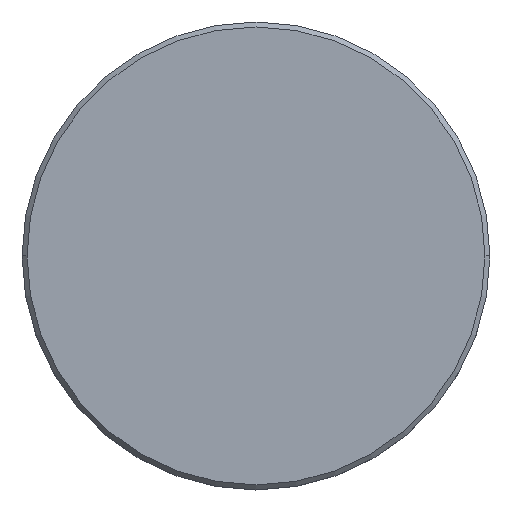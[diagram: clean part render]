
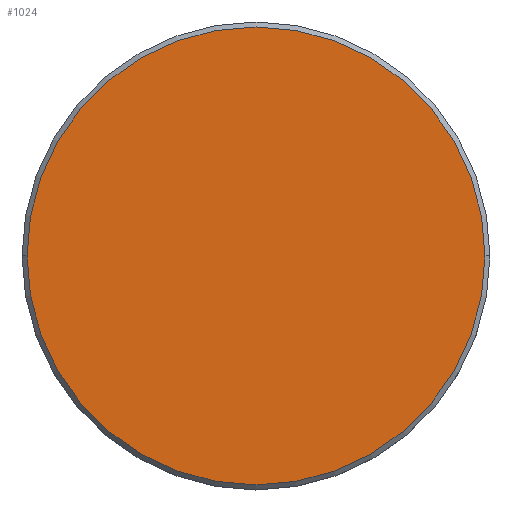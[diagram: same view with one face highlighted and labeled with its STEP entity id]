
A CAD part, top view. The second image highlights one B-rep face of the part: STEP entity #1024.
In plain terms, the highlighted planar face has unit normal (0, 0, 1).
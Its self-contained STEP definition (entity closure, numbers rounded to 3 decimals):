
#129 = DIRECTION ( 'NONE',  ( 0., 0., 1. ) ) ;
#142 = CIRCLE ( 'NONE', #980, 23. ) ;
#180 = CARTESIAN_POINT ( 'NONE',  ( -23., 0., 0. ) ) ;
#207 = EDGE_CURVE ( 'NONE', #856, #919, #142, .T. ) ;
#471 = PLANE ( 'NONE',  #1112 ) ;
#547 = DIRECTION ( 'NONE',  ( 0., 0., 1. ) ) ;
#569 = DIRECTION ( 'NONE',  ( 1., 0., 0. ) ) ;
#633 = DIRECTION ( 'NONE',  ( 1., 0., 0. ) ) ;
#647 = CIRCLE ( 'NONE', #1171, 23. ) ;
#676 = CARTESIAN_POINT ( 'NONE',  ( 0., 0., 0. ) ) ;
#680 = DIRECTION ( 'NONE',  ( 1., 0., 0. ) ) ;
#688 = EDGE_CURVE ( 'NONE', #919, #856, #647, .T. ) ;
#742 = EDGE_LOOP ( 'NONE', ( #1088, #869 ) ) ;
#810 = CARTESIAN_POINT ( 'NONE',  ( 23., 0., 0. ) ) ;
#820 = DIRECTION ( 'NONE',  ( 0., 0., 1. ) ) ;
#856 = VERTEX_POINT ( 'NONE', #810 ) ;
#869 = ORIENTED_EDGE ( 'NONE', *, *, #207, .T. ) ;
#913 = CARTESIAN_POINT ( 'NONE',  ( 0., 0., 0. ) ) ;
#919 = VERTEX_POINT ( 'NONE', #180 ) ;
#980 = AXIS2_PLACEMENT_3D ( 'NONE', #1120, #547, #633 ) ;
#1019 = FACE_OUTER_BOUND ( 'NONE', #742, .T. ) ;
#1024 = ADVANCED_FACE ( 'NONE', ( #1019 ), #471, .T. ) ;
#1088 = ORIENTED_EDGE ( 'NONE', *, *, #688, .T. ) ;
#1112 = AXIS2_PLACEMENT_3D ( 'NONE', #913, #820, #569 ) ;
#1120 = CARTESIAN_POINT ( 'NONE',  ( 0., 0., 0. ) ) ;
#1171 = AXIS2_PLACEMENT_3D ( 'NONE', #676, #129, #680 ) ;
